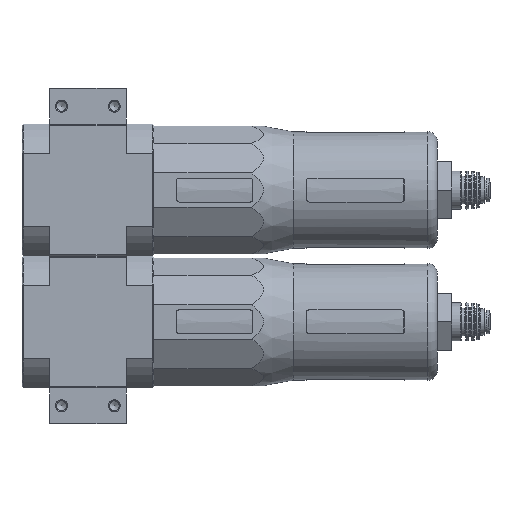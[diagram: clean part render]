
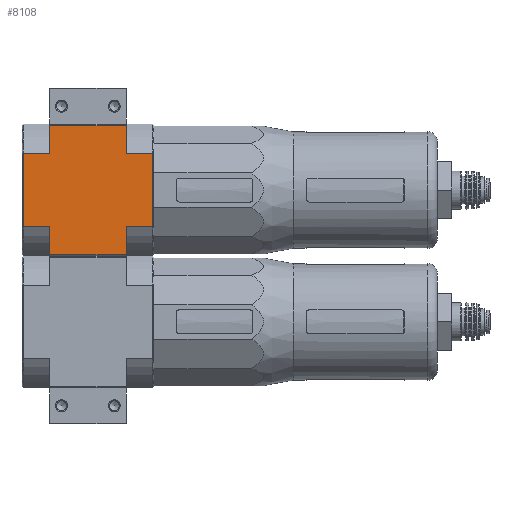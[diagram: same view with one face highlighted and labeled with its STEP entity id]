
A CAD part, left-side view. The second image highlights one B-rep face of the part: STEP entity #8108.
In plain terms, the highlighted face is planar.
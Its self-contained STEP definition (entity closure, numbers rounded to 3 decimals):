
#2062=ORIENTED_EDGE('',*,*,#3755,.T.);
#2063=ORIENTED_EDGE('',*,*,#3752,.F.);
#2064=ORIENTED_EDGE('',*,*,#3772,.T.);
#2065=ORIENTED_EDGE('',*,*,#3750,.F.);
#2066=ORIENTED_EDGE('',*,*,#3745,.T.);
#2067=ORIENTED_EDGE('',*,*,#3742,.F.);
#2068=ORIENTED_EDGE('',*,*,#3740,.F.);
#2069=ORIENTED_EDGE('',*,*,#3737,.T.);
#2070=ORIENTED_EDGE('',*,*,#3735,.F.);
#2071=ORIENTED_EDGE('',*,*,#3733,.T.);
#2072=ORIENTED_EDGE('',*,*,#3731,.F.);
#2073=ORIENTED_EDGE('',*,*,#3729,.T.);
#3729=EDGE_CURVE('',#4696,#4698,#5374,.T.);
#3731=EDGE_CURVE('',#4696,#4700,#5376,.T.);
#3733=EDGE_CURVE('',#4659,#4700,#5377,.T.);
#3735=EDGE_CURVE('',#4659,#4665,#5379,.T.);
#3737=EDGE_CURVE('',#4702,#4665,#5381,.F.);
#3740=EDGE_CURVE('',#4702,#4704,#5383,.T.);
#3742=EDGE_CURVE('',#4704,#4705,#5385,.T.);
#3745=EDGE_CURVE('',#4707,#4705,#5388,.T.);
#3750=EDGE_CURVE('',#4707,#4709,#5391,.F.);
#3752=EDGE_CURVE('',#4712,#4713,#5392,.T.);
#3755=EDGE_CURVE('',#4698,#4713,#5394,.T.);
#3772=EDGE_CURVE('',#4712,#4709,#5399,.T.);
#4659=VERTEX_POINT('',#15613);
#4665=VERTEX_POINT('',#15639);
#4696=VERTEX_POINT('',#15737);
#4698=VERTEX_POINT('',#15741);
#4700=VERTEX_POINT('',#15747);
#4702=VERTEX_POINT('',#15758);
#4704=VERTEX_POINT('',#15764);
#4705=VERTEX_POINT('',#15768);
#4707=VERTEX_POINT('',#15774);
#4709=VERTEX_POINT('',#15780);
#4712=VERTEX_POINT('',#15787);
#4713=VERTEX_POINT('',#15789);
#5374=LINE('',#15742,#5919);
#5376=LINE('',#15746,#5921);
#5377=LINE('',#15750,#5922);
#5379=LINE('',#15753,#5924);
#5381=LINE('',#15757,#5926);
#5383=LINE('',#15763,#5928);
#5385=LINE('',#15767,#5930);
#5388=LINE('',#15773,#5933);
#5391=LINE('',#15783,#5936);
#5392=LINE('',#15788,#5937);
#5394=LINE('',#15794,#5939);
#5399=LINE('',#15851,#5944);
#5919=VECTOR('',#13003,1000.);
#5921=VECTOR('',#13007,1000.);
#5922=VECTOR('',#13012,1000.);
#5924=VECTOR('',#13016,1000.);
#5926=VECTOR('',#13020,1000.);
#5928=VECTOR('',#13026,1000.);
#5930=VECTOR('',#13030,1000.);
#5933=VECTOR('',#13035,1000.);
#5936=VECTOR('',#13044,1000.);
#5937=VECTOR('',#13049,1000.);
#5939=VECTOR('',#13055,1000.);
#5944=VECTOR('',#13084,1000.);
#6528=EDGE_LOOP('',(#2062,#2063,#2064,#2065,#2066,#2067,#2068,#2069,#2070,
#2071,#2072,#2073));
#7240=FACE_BOUND('',#6528,.T.);
#7731=PLANE('',#11423);
#8108=ADVANCED_FACE('',(#7240),#7731,.F.);
#11423=AXIS2_PLACEMENT_3D('',#15850,#13082,#13083);
#13003=DIRECTION('',(0.,-1.,0.));
#13007=DIRECTION('',(-1.,0.,0.));
#13012=DIRECTION('',(0.,-1.,0.));
#13016=DIRECTION('',(-1.,0.,0.));
#13020=DIRECTION('',(0.,-1.,0.));
#13026=DIRECTION('',(-1.,0.,0.));
#13030=DIRECTION('',(0.,-1.,0.));
#13035=DIRECTION('',(-1.,0.,0.));
#13044=DIRECTION('',(0.,1.,0.));
#13049=DIRECTION('',(0.,1.,0.));
#13055=DIRECTION('',(-1.,0.,0.));
#13082=DIRECTION('',(0.,0.,1.));
#13083=DIRECTION('',(1.,0.,0.));
#13084=DIRECTION('',(-1.,0.,0.));
#15613=CARTESIAN_POINT('',(15.362,27.,-27.5));
#15639=CARTESIAN_POINT('',(-15.362,27.,-27.5));
#15737=CARTESIAN_POINT('',(27.,16.,-27.5));
#15741=CARTESIAN_POINT('',(27.,-16.,-27.5));
#15742=CARTESIAN_POINT('',(27.,27.5,-27.5));
#15746=CARTESIAN_POINT('',(27.,16.,-27.5));
#15747=CARTESIAN_POINT('',(15.362,16.,-27.5));
#15750=CARTESIAN_POINT('',(15.362,36.,-27.5));
#15753=CARTESIAN_POINT('',(20.,27.,-27.5));
#15757=CARTESIAN_POINT('',(-15.362,36.,-27.5));
#15758=CARTESIAN_POINT('',(-15.362,16.,-27.5));
#15763=CARTESIAN_POINT('',(27.,16.,-27.5));
#15764=CARTESIAN_POINT('',(-27.,16.,-27.5));
#15767=CARTESIAN_POINT('',(-27.,27.5,-27.5));
#15768=CARTESIAN_POINT('',(-27.,-16.,-27.5));
#15773=CARTESIAN_POINT('',(27.,-16.,-27.5));
#15774=CARTESIAN_POINT('',(-15.362,-16.,-27.5));
#15780=CARTESIAN_POINT('',(-15.362,-27.,-27.5));
#15783=CARTESIAN_POINT('',(-15.362,-36.,-27.5));
#15787=CARTESIAN_POINT('',(15.362,-27.,-27.5));
#15788=CARTESIAN_POINT('',(15.362,-36.,-27.5));
#15789=CARTESIAN_POINT('',(15.362,-16.,-27.5));
#15794=CARTESIAN_POINT('',(27.,-16.,-27.5));
#15850=CARTESIAN_POINT('',(27.,27.5,-27.5));
#15851=CARTESIAN_POINT('',(20.,-27.,-27.5));
